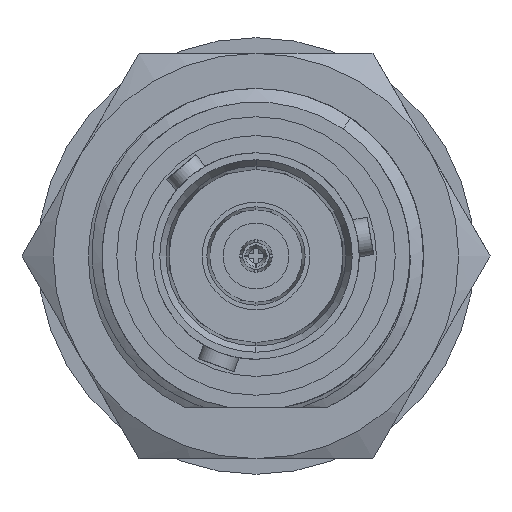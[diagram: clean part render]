
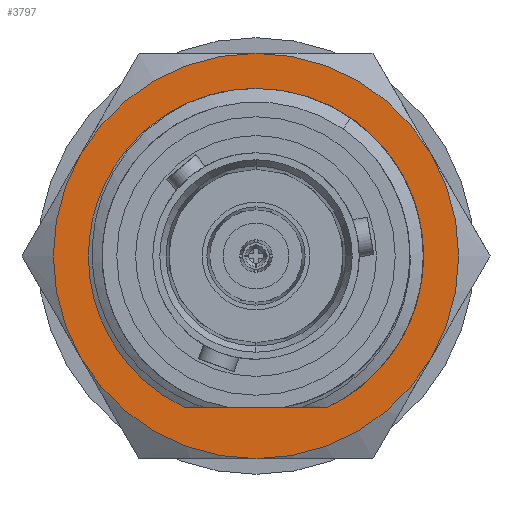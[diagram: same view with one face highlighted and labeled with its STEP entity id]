
A CAD part, left-side view. The second image highlights one B-rep face of the part: STEP entity #3797.
In plain terms, the highlighted face is planar.
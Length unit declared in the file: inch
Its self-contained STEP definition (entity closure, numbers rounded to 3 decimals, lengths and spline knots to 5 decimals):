
#473 = ORIENTED_EDGE ( 'NONE', *, *, #25899, .F. ) ;
#597 = DIRECTION ( 'NONE',  ( 0., 0., 1. ) ) ;
#756 = CIRCLE ( 'NONE', #15973, 0.375 ) ;
#1001 = ORIENTED_EDGE ( 'NONE', *, *, #23016, .F. ) ;
#1211 = VERTEX_POINT ( 'NONE', #14946 ) ;
#1303 = B_SPLINE_CURVE_WITH_KNOTS ( 'NONE', 3,
 ( #8352, #23630, #12532, #1848, #21180, #8067, #6315, #14701, #14988, #23768, #10650, #10367 ),
 .UNSPECIFIED., .F., .F.,
 ( 4, 2, 2, 2, 2, 4 ),
 ( 0., 0.00162, 0.00323, 0.00404, 0.00485, 0.00647 ),
 .UNSPECIFIED. ) ;
#1359 = EDGE_CURVE ( 'NONE', #3333, #17728, #11883, .T. ) ;
#1649 = DIRECTION ( 'NONE',  ( -1., 0., 0. ) ) ;
#1848 = CARTESIAN_POINT ( 'NONE',  ( 0.04921, 0.06091, -0.27411 ) ) ;
#1973 = VERTEX_POINT ( 'NONE', #12901 ) ;
#2205 = CIRCLE ( 'NONE', #4050, 0.375 ) ;
#2225 = DIRECTION ( 'NONE',  ( 0., 0., 1. ) ) ;
#2871 = CARTESIAN_POINT ( 'NONE',  ( 0.04921, 0., 0. ) ) ;
#3333 = VERTEX_POINT ( 'NONE', #20997 ) ;
#3781 = ORIENTED_EDGE ( 'NONE', *, *, #4263, .F. ) ;
#3797 = ADVANCED_FACE ( 'NONE', ( #13438, #26560 ), #28321, .T. ) ;
#4050 = AXIS2_PLACEMENT_3D ( 'NONE', #14019, #9530, #597 ) ;
#4263 = EDGE_CURVE ( 'NONE', #1211, #1973, #14198, .T. ) ;
#4314 = EDGE_CURVE ( 'NONE', #25324, #15461, #2205, .T. ) ;
#4584 = CARTESIAN_POINT ( 'NONE',  ( 0.04921, 0., 0. ) ) ;
#5066 = CIRCLE ( 'NONE', #21213, 0.28 ) ;
#5221 = CIRCLE ( 'NONE', #25048, 0.375 ) ;
#6315 = CARTESIAN_POINT ( 'NONE',  ( 0.04921, -0.00203, -0.28019 ) ) ;
#6739 = EDGE_CURVE ( 'NONE', #1973, #25324, #10116, .T. ) ;
#6801 = CARTESIAN_POINT ( 'NONE',  ( 0.04921, 0.32476, -0.1875 ) ) ;
#6949 = CARTESIAN_POINT ( 'NONE',  ( 0.04921, 0., 0. ) ) ;
#7079 = ORIENTED_EDGE ( 'NONE', *, *, #9124, .T. ) ;
#7216 = DIRECTION ( 'NONE',  ( 0., 0., 1. ) ) ;
#7367 = ORIENTED_EDGE ( 'NONE', *, *, #19659, .T. ) ;
#8067 = CARTESIAN_POINT ( 'NONE',  ( 0.04921, 0.00856, -0.28007 ) ) ;
#8352 = CARTESIAN_POINT ( 'NONE',  ( 0.04921, 0.13933, -0.24287 ) ) ;
#8868 = DIRECTION ( 'NONE',  ( -1., 0., 0. ) ) ;
#8946 = DIRECTION ( 'NONE',  ( -1., 0., 0. ) ) ;
#9124 = EDGE_CURVE ( 'NONE', #25694, #27406, #5066, .T. ) ;
#9530 = DIRECTION ( 'NONE',  ( -1., 0., 0. ) ) ;
#9546 = AXIS2_PLACEMENT_3D ( 'NONE', #6949, #19528, #15197 ) ;
#10116 = CIRCLE ( 'NONE', #17939, 0.375 ) ;
#10367 = CARTESIAN_POINT ( 'NONE',  ( 0.04921, -0.10466, -0.2597 ) ) ;
#10650 = CARTESIAN_POINT ( 'NONE',  ( 0.04921, -0.08498, -0.26764 ) ) ;
#11447 = CARTESIAN_POINT ( 'NONE',  ( 0.04921, 0., 0. ) ) ;
#11606 = DIRECTION ( 'NONE',  ( -1., 0., 0. ) ) ;
#11883 = CIRCLE ( 'NONE', #19728, 0.375 ) ;
#12532 = CARTESIAN_POINT ( 'NONE',  ( 0.04921, 0.1013, -0.26189 ) ) ;
#12758 = EDGE_LOOP ( 'NONE', ( #473, #18733, #19967, #3781, #1001, #13636 ) ) ;
#12901 = CARTESIAN_POINT ( 'NONE',  ( 0.04921, 0.32476, 0.1875 ) ) ;
#13438 = FACE_BOUND ( 'NONE', #20452, .T. ) ;
#13636 = ORIENTED_EDGE ( 'NONE', *, *, #1359, .F. ) ;
#14019 = CARTESIAN_POINT ( 'NONE',  ( 0.04921, 0., 0. ) ) ;
#14198 = CIRCLE ( 'NONE', #17430, 0.375 ) ;
#14701 = CARTESIAN_POINT ( 'NONE',  ( 0.04921, -0.02298, -0.27925 ) ) ;
#14946 = CARTESIAN_POINT ( 'NONE',  ( 0.04921, 0., 0.375 ) ) ;
#14988 = CARTESIAN_POINT ( 'NONE',  ( 0.04921, -0.03339, -0.2782 ) ) ;
#15197 = DIRECTION ( 'NONE',  ( 0., 0., -1. ) ) ;
#15461 = VERTEX_POINT ( 'NONE', #25255 ) ;
#15973 = AXIS2_PLACEMENT_3D ( 'NONE', #24723, #11606, #16516 ) ;
#16261 = DIRECTION ( 'NONE',  ( -1., 0., 0. ) ) ;
#16516 = DIRECTION ( 'NONE',  ( 0., 0., 1. ) ) ;
#16869 = CARTESIAN_POINT ( 'NONE',  ( 0.04921, 0., 0. ) ) ;
#17430 = AXIS2_PLACEMENT_3D ( 'NONE', #16869, #22518, #23344 ) ;
#17728 = VERTEX_POINT ( 'NONE', #27171 ) ;
#17939 = AXIS2_PLACEMENT_3D ( 'NONE', #2871, #8946, #7216 ) ;
#18276 = DIRECTION ( 'NONE',  ( 0., 0., 1. ) ) ;
#18733 = ORIENTED_EDGE ( 'NONE', *, *, #4314, .F. ) ;
#19528 = DIRECTION ( 'NONE',  ( 1., 0., 0. ) ) ;
#19659 = EDGE_CURVE ( 'NONE', #27406, #25694, #1303, .T. ) ;
#19728 = AXIS2_PLACEMENT_3D ( 'NONE', #11447, #8868, #2225 ) ;
#19967 = ORIENTED_EDGE ( 'NONE', *, *, #6739, .F. ) ;
#20452 = EDGE_LOOP ( 'NONE', ( #7367, #7079 ) ) ;
#20489 = CARTESIAN_POINT ( 'NONE',  ( 0.04921, 0.13933, -0.24287 ) ) ;
#20997 = CARTESIAN_POINT ( 'NONE',  ( 0.04921, -0.32476, -0.1875 ) ) ;
#21180 = CARTESIAN_POINT ( 'NONE',  ( 0.04921, 0.04025, -0.2779 ) ) ;
#21213 = AXIS2_PLACEMENT_3D ( 'NONE', #4584, #16261, #18276 ) ;
#21269 = CARTESIAN_POINT ( 'NONE',  ( 0.04921, 0., 0. ) ) ;
#22518 = DIRECTION ( 'NONE',  ( -1., 0., 0. ) ) ;
#23016 = EDGE_CURVE ( 'NONE', #17728, #1211, #5221, .T. ) ;
#23344 = DIRECTION ( 'NONE',  ( 0., 0., 1. ) ) ;
#23435 = CARTESIAN_POINT ( 'NONE',  ( 0.04921, -0.10466, -0.2597 ) ) ;
#23630 = CARTESIAN_POINT ( 'NONE',  ( 0.04921, 0.12092, -0.25343 ) ) ;
#23768 = CARTESIAN_POINT ( 'NONE',  ( 0.04921, -0.06442, -0.27329 ) ) ;
#24723 = CARTESIAN_POINT ( 'NONE',  ( 0.04921, 0., 0. ) ) ;
#25048 = AXIS2_PLACEMENT_3D ( 'NONE', #21269, #1649, #27904 ) ;
#25255 = CARTESIAN_POINT ( 'NONE',  ( 0.04921, 0., -0.375 ) ) ;
#25324 = VERTEX_POINT ( 'NONE', #6801 ) ;
#25694 = VERTEX_POINT ( 'NONE', #23435 ) ;
#25899 = EDGE_CURVE ( 'NONE', #15461, #3333, #756, .T. ) ;
#26560 = FACE_OUTER_BOUND ( 'NONE', #12758, .T. ) ;
#27171 = CARTESIAN_POINT ( 'NONE',  ( 0.04921, -0.32476, 0.1875 ) ) ;
#27406 = VERTEX_POINT ( 'NONE', #20489 ) ;
#27904 = DIRECTION ( 'NONE',  ( 0., 0., 1. ) ) ;
#28321 = PLANE ( 'NONE',  #9546 ) ;
